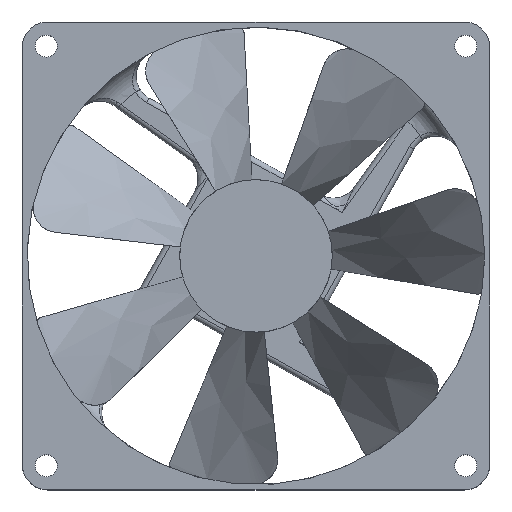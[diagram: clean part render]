
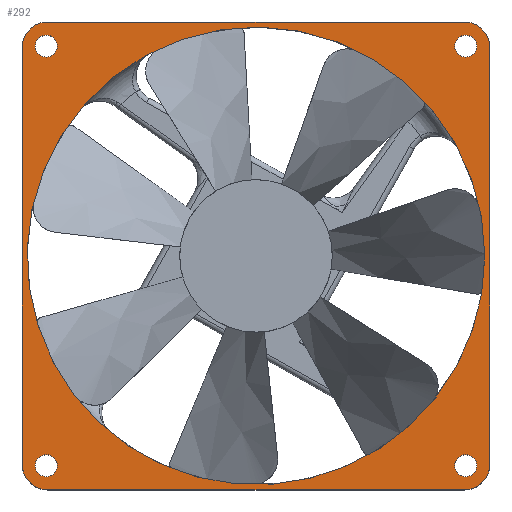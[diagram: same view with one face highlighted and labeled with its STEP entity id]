
A CAD part, top view. The second image highlights one B-rep face of the part: STEP entity #292.
In plain terms, the highlighted planar face has unit normal (0, 0, 1).
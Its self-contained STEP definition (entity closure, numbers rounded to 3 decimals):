
#292 = ADVANCED_FACE( '', ( #702, #703, #704, #705, #706, #707 ), #708, .F. );
#702 = FACE_BOUND( '', #2038, .T. );
#703 = FACE_BOUND( '', #2039, .T. );
#704 = FACE_BOUND( '', #2040, .T. );
#705 = FACE_BOUND( '', #2041, .T. );
#706 = FACE_BOUND( '', #2042, .T. );
#707 = FACE_OUTER_BOUND( '', #2043, .T. );
#708 = PLANE( '', #2044 );
#2038 = EDGE_LOOP( '', ( #8003 ) );
#2039 = EDGE_LOOP( '', ( #8004 ) );
#2040 = EDGE_LOOP( '', ( #8005 ) );
#2041 = EDGE_LOOP( '', ( #8006 ) );
#2042 = EDGE_LOOP( '', ( #8007 ) );
#2043 = EDGE_LOOP( '', ( #8008, #8009, #8010, #8011, #8012, #8013, #8014, #8015 ) );
#2044 = AXIS2_PLACEMENT_3D( '', #8016, #8017, #8018 );
#8003 = ORIENTED_EDGE( '', *, *, #9301, .T. );
#8004 = ORIENTED_EDGE( '', *, *, #9302, .T. );
#8005 = ORIENTED_EDGE( '', *, *, #9303, .T. );
#8006 = ORIENTED_EDGE( '', *, *, #9304, .T. );
#8007 = ORIENTED_EDGE( '', *, *, #9305, .T. );
#8008 = ORIENTED_EDGE( '', *, *, #9306, .F. );
#8009 = ORIENTED_EDGE( '', *, *, #9307, .F. );
#8010 = ORIENTED_EDGE( '', *, *, #9273, .F. );
#8011 = ORIENTED_EDGE( '', *, *, #9308, .F. );
#8012 = ORIENTED_EDGE( '', *, *, #9309, .F. );
#8013 = ORIENTED_EDGE( '', *, *, #9310, .F. );
#8014 = ORIENTED_EDGE( '', *, *, #9311, .F. );
#8015 = ORIENTED_EDGE( '', *, *, #9312, .F. );
#8016 = CARTESIAN_POINT( '', ( -41., -41., 25. ) );
#8017 = DIRECTION( '', ( 0., 0., -1. ) );
#8018 = DIRECTION( '', ( -1., 0., 0. ) );
#9273 = EDGE_CURVE( '', #9955, #9957, #9958, .T. );
#9301 = EDGE_CURVE( '', #10000, #10000, #10001, .T. );
#9302 = EDGE_CURVE( '', #10002, #10002, #10003, .T. );
#9303 = EDGE_CURVE( '', #10004, #10004, #10005, .T. );
#9304 = EDGE_CURVE( '', #10006, #10006, #10007, .T. );
#9305 = EDGE_CURVE( '', #10008, #10008, #10009, .T. );
#9306 = EDGE_CURVE( '', #10010, #10011, #10012, .T. );
#9307 = EDGE_CURVE( '', #9957, #10010, #10013, .T. );
#9308 = EDGE_CURVE( '', #10014, #9955, #10015, .T. );
#9309 = EDGE_CURVE( '', #10016, #10014, #10017, .T. );
#9310 = EDGE_CURVE( '', #10018, #10016, #10019, .T. );
#9311 = EDGE_CURVE( '', #10020, #10018, #10021, .T. );
#9312 = EDGE_CURVE( '', #10011, #10020, #10022, .T. );
#9955 = VERTEX_POINT( '', #11359 );
#9957 = VERTEX_POINT( '', #11362 );
#9958 = LINE( '', #11363, #11364 );
#10000 = VERTEX_POINT( '', #11628 );
#10001 = CIRCLE( '', #11629, 45. );
#10002 = VERTEX_POINT( '', #11630 );
#10003 = CIRCLE( '', #11631, 2.165 );
#10004 = VERTEX_POINT( '', #11632 );
#10005 = CIRCLE( '', #11633, 2.165 );
#10006 = VERTEX_POINT( '', #11634 );
#10007 = CIRCLE( '', #11635, 2.165 );
#10008 = VERTEX_POINT( '', #11636 );
#10009 = CIRCLE( '', #11637, 2.165 );
#10010 = VERTEX_POINT( '', #11638 );
#10011 = VERTEX_POINT( '', #11639 );
#10012 = LINE( '', #11640, #11641 );
#10013 = CIRCLE( '', #11642, 5. );
#10014 = VERTEX_POINT( '', #11643 );
#10015 = CIRCLE( '', #11644, 5. );
#10016 = VERTEX_POINT( '', #11645 );
#10017 = LINE( '', #11646, #11647 );
#10018 = VERTEX_POINT( '', #11648 );
#10019 = CIRCLE( '', #11649, 5. );
#10020 = VERTEX_POINT( '', #11650 );
#10021 = LINE( '', #11651, #11652 );
#10022 = CIRCLE( '', #11653, 5. );
#11359 = CARTESIAN_POINT( '', ( 46., 41., 25. ) );
#11362 = CARTESIAN_POINT( '', ( 46., -41., 25. ) );
#11363 = CARTESIAN_POINT( '', ( 46., -41., 25. ) );
#11364 = VECTOR( '', #14675, 1000. );
#11628 = CARTESIAN_POINT( '', ( 45., 0., 25. ) );
#11629 = AXIS2_PLACEMENT_3D( '', #14697, #14698, #14699 );
#11630 = CARTESIAN_POINT( '', ( 43.415, 41.25, 25. ) );
#11631 = AXIS2_PLACEMENT_3D( '', #14700, #14701, #14702 );
#11632 = CARTESIAN_POINT( '', ( -39.085, -41.25, 25. ) );
#11633 = AXIS2_PLACEMENT_3D( '', #14703, #14704, #14705 );
#11634 = CARTESIAN_POINT( '', ( -39.085, 41.25, 25. ) );
#11635 = AXIS2_PLACEMENT_3D( '', #14706, #14707, #14708 );
#11636 = CARTESIAN_POINT( '', ( 43.415, -41.25, 25. ) );
#11637 = AXIS2_PLACEMENT_3D( '', #14709, #14710, #14711 );
#11638 = CARTESIAN_POINT( '', ( 41., -46., 25. ) );
#11639 = CARTESIAN_POINT( '', ( -41., -46., 25. ) );
#11640 = CARTESIAN_POINT( '', ( -41., -46., 25. ) );
#11641 = VECTOR( '', #14712, 1000. );
#11642 = AXIS2_PLACEMENT_3D( '', #14713, #14714, #14715 );
#11643 = CARTESIAN_POINT( '', ( 41., 46., 25. ) );
#11644 = AXIS2_PLACEMENT_3D( '', #14716, #14717, #14718 );
#11645 = CARTESIAN_POINT( '', ( -41., 46., 25. ) );
#11646 = CARTESIAN_POINT( '', ( 41., 46., 25. ) );
#11647 = VECTOR( '', #14719, 1000. );
#11648 = CARTESIAN_POINT( '', ( -46., 41., 25. ) );
#11649 = AXIS2_PLACEMENT_3D( '', #14720, #14721, #14722 );
#11650 = CARTESIAN_POINT( '', ( -46., -41., 25. ) );
#11651 = CARTESIAN_POINT( '', ( -46., 41., 25. ) );
#11652 = VECTOR( '', #14723, 1000. );
#11653 = AXIS2_PLACEMENT_3D( '', #14724, #14725, #14726 );
#14675 = DIRECTION( '', ( 0., -1., 0. ) );
#14697 = CARTESIAN_POINT( '', ( 0., 0., 25. ) );
#14698 = DIRECTION( '', ( 0., 0., -1. ) );
#14699 = DIRECTION( '', ( 1., 0., 0. ) );
#14700 = CARTESIAN_POINT( '', ( 41.25, 41.25, 25. ) );
#14701 = DIRECTION( '', ( 0., 0., -1. ) );
#14702 = DIRECTION( '', ( 1., 0., 0. ) );
#14703 = CARTESIAN_POINT( '', ( -41.25, -41.25, 25. ) );
#14704 = DIRECTION( '', ( 0., 0., -1. ) );
#14705 = DIRECTION( '', ( 1., 0., 0. ) );
#14706 = CARTESIAN_POINT( '', ( -41.25, 41.25, 25. ) );
#14707 = DIRECTION( '', ( 0., 0., -1. ) );
#14708 = DIRECTION( '', ( 1., 0., 0. ) );
#14709 = CARTESIAN_POINT( '', ( 41.25, -41.25, 25. ) );
#14710 = DIRECTION( '', ( 0., 0., -1. ) );
#14711 = DIRECTION( '', ( 1., 0., 0. ) );
#14712 = DIRECTION( '', ( -1., 0., 0. ) );
#14713 = CARTESIAN_POINT( '', ( 41., -41., 25. ) );
#14714 = DIRECTION( '', ( 0., 0., -1. ) );
#14715 = DIRECTION( '', ( 1., 0., 0. ) );
#14716 = CARTESIAN_POINT( '', ( 41., 41., 25. ) );
#14717 = DIRECTION( '', ( 0., 0., -1. ) );
#14718 = DIRECTION( '', ( -1., 0., 0. ) );
#14719 = DIRECTION( '', ( 1., 0., 0. ) );
#14720 = CARTESIAN_POINT( '', ( -41., 41., 25. ) );
#14721 = DIRECTION( '', ( 0., 0., -1. ) );
#14722 = DIRECTION( '', ( 1., 0., 0. ) );
#14723 = DIRECTION( '', ( 0., 1., 0. ) );
#14724 = CARTESIAN_POINT( '', ( -41., -41., 25. ) );
#14725 = DIRECTION( '', ( 0., 0., -1. ) );
#14726 = DIRECTION( '', ( 1., 0., 0. ) );
